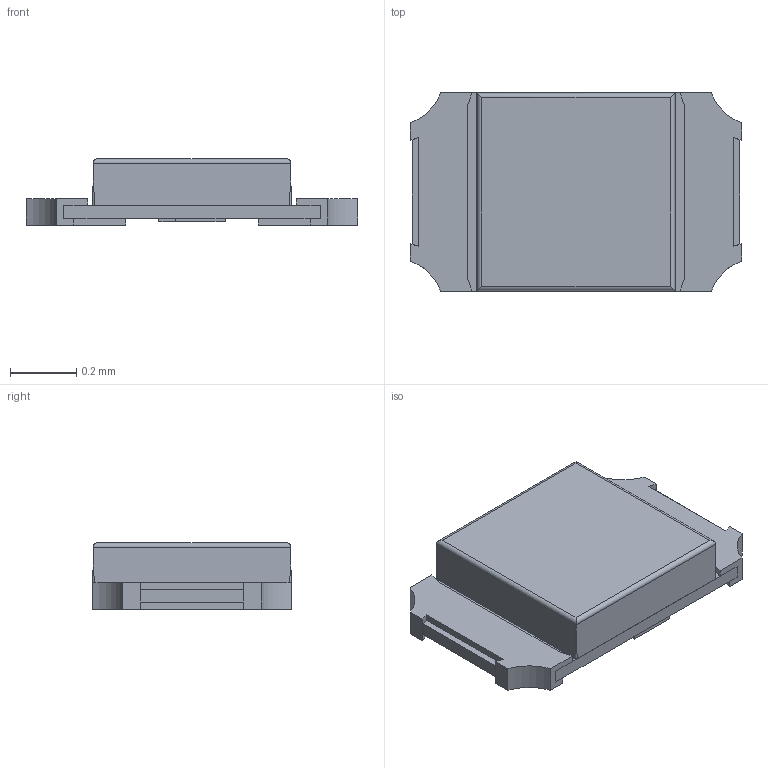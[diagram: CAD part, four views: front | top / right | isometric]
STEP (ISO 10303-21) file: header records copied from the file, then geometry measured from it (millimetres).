
FILE_DESCRIPTION(('FreeCAD Model'),'2;1');
FILE_NAME('User Library-LED_1006_R_Pad001_sp.step', '2017-09-27T00:27:34',('kicad StepUp'),('ksu MCAD'), 'Open CASCADE STEP processor 6.8','FreeCAD','Unknown');
FILE_SCHEMA(('AUTOMOTIVE_DESIGN_CC2 { 1 2 10303 214 -1 1 5 4 }'));
Length unit declared in the file: millimetre
Products named in the file (1): User_Library-LED_1006_R_Pad001_sp
Bounding box: 1 x 0.6 x 0.2 mm (x, y, z)
Volume: 0.1 mm3; surface area: 2.5 mm2
Topology: 2 solids, 2 shells, 74 faces, 202 edges, 128 vertices
Faces by surface type: plane 50, cylinder 24
Entity records: 2821 total; most frequent: CARTESIAN_POINT 413, ORIENTED_EDGE 396, DIRECTION 388, EDGE_CURVE 198, LINE 150, VECTOR 150, VERTEX_POINT 128, AXIS2_PLACEMENT_3D 119
